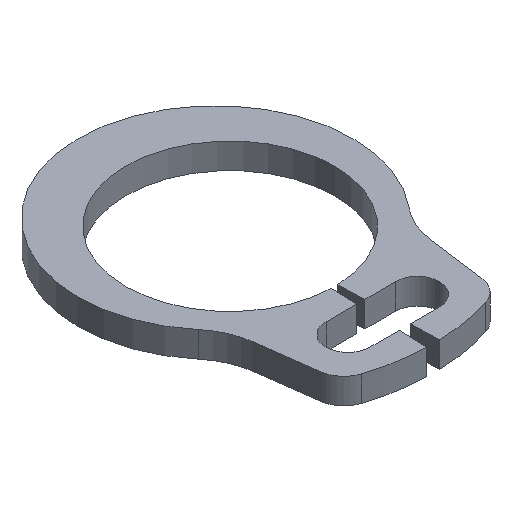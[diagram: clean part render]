
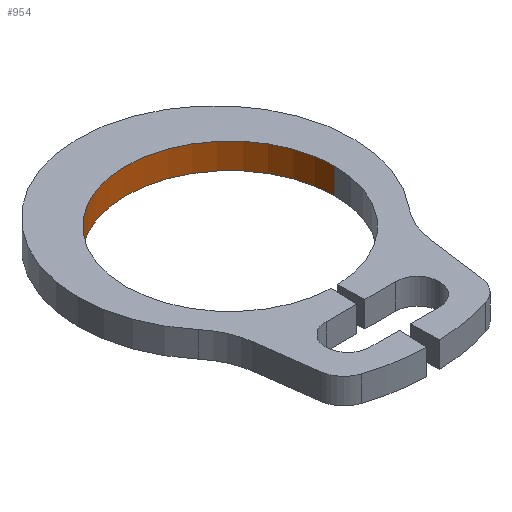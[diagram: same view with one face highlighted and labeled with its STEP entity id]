
A CAD part, isometric view. The second image highlights one B-rep face of the part: STEP entity #954.
In plain terms, the highlighted cylindrical face has radius 2.85 mm (diameter 5.7 mm), a partial arc.
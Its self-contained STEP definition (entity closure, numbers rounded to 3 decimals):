
#68 = DIRECTION ( 'NONE',  ( 0., 0., 1. ) ) ;
#123 = AXIS2_PLACEMENT_3D ( 'NONE', #217, #797, #136 ) ;
#131 = EDGE_LOOP ( 'NONE', ( #576, #601, #458, #243 ) ) ;
#136 = DIRECTION ( 'NONE',  ( 1., 0., 0. ) ) ;
#152 = AXIS2_PLACEMENT_3D ( 'NONE', #294, #280, #577 ) ;
#207 = LINE ( 'NONE', #712, #660 ) ;
#210 = EDGE_CURVE ( 'NONE', #364, #333, #213, .T. ) ;
#213 = CIRCLE ( 'NONE', #874, 2.85 ) ;
#216 = CARTESIAN_POINT ( 'NONE',  ( -2.85, 0., 0. ) ) ;
#217 = CARTESIAN_POINT ( 'NONE',  ( 0., 0., 0. ) ) ;
#243 = ORIENTED_EDGE ( 'NONE', *, *, #652, .F. ) ;
#280 = DIRECTION ( 'NONE',  ( 0., 0., 1. ) ) ;
#294 = CARTESIAN_POINT ( 'NONE',  ( 0., 0., -0.7 ) ) ;
#333 = VERTEX_POINT ( 'NONE', #774 ) ;
#341 = DIRECTION ( 'NONE',  ( 0., 0., -1. ) ) ;
#364 = VERTEX_POINT ( 'NONE', #502 ) ;
#365 = VERTEX_POINT ( 'NONE', #216 ) ;
#435 = LINE ( 'NONE', #947, #801 ) ;
#458 = ORIENTED_EDGE ( 'NONE', *, *, #908, .T. ) ;
#494 = DIRECTION ( 'NONE',  ( 0., 0., 1. ) ) ;
#502 = CARTESIAN_POINT ( 'NONE',  ( -2.85, 0., -0.7 ) ) ;
#576 = ORIENTED_EDGE ( 'NONE', *, *, #608, .F. ) ;
#577 = DIRECTION ( 'NONE',  ( 1., 0., 0. ) ) ;
#601 = ORIENTED_EDGE ( 'NONE', *, *, #210, .T. ) ;
#608 = EDGE_CURVE ( 'NONE', #364, #365, #435, .T. ) ;
#638 = DIRECTION ( 'NONE',  ( 1., 0., 0. ) ) ;
#652 = EDGE_CURVE ( 'NONE', #365, #959, #957, .T. ) ;
#654 = CYLINDRICAL_SURFACE ( 'NONE', #152, 2.85 ) ;
#658 = FACE_OUTER_BOUND ( 'NONE', #131, .T. ) ;
#660 = VECTOR ( 'NONE', #494, 1000. ) ;
#710 = CARTESIAN_POINT ( 'NONE',  ( 0., 0., -0.7 ) ) ;
#712 = CARTESIAN_POINT ( 'NONE',  ( 2.85, 0., -0.7 ) ) ;
#774 = CARTESIAN_POINT ( 'NONE',  ( 2.85, 0., -0.7 ) ) ;
#797 = DIRECTION ( 'NONE',  ( 0., 0., -1. ) ) ;
#801 = VECTOR ( 'NONE', #68, 1000. ) ;
#871 = CARTESIAN_POINT ( 'NONE',  ( 2.85, 0., 0. ) ) ;
#874 = AXIS2_PLACEMENT_3D ( 'NONE', #710, #341, #638 ) ;
#908 = EDGE_CURVE ( 'NONE', #333, #959, #207, .T. ) ;
#947 = CARTESIAN_POINT ( 'NONE',  ( -2.85, 0., -0.7 ) ) ;
#954 = ADVANCED_FACE ( 'NONE', ( #658 ), #654, .F. ) ;
#957 = CIRCLE ( 'NONE', #123, 2.85 ) ;
#959 = VERTEX_POINT ( 'NONE', #871 ) ;
